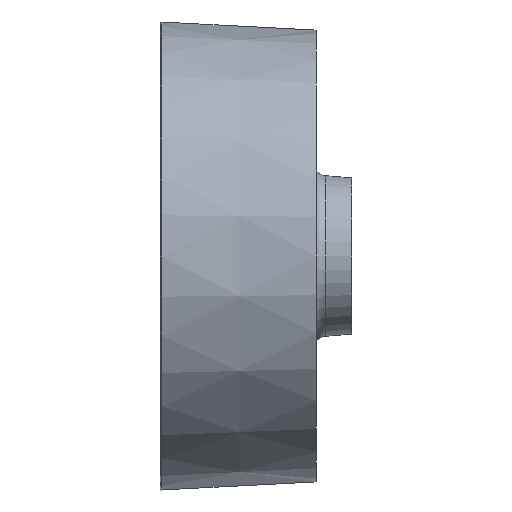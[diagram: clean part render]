
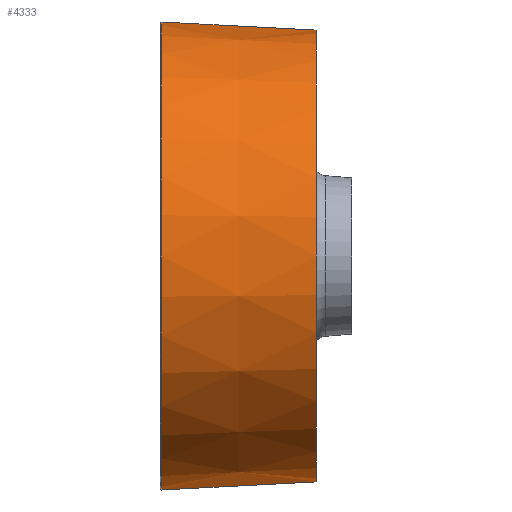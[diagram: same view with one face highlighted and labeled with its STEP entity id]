
A CAD part, left-side view. The second image highlights one B-rep face of the part: STEP entity #4333.
In plain terms, the highlighted conical face has half-angle 3 degrees and reference radius 181.503 mm.
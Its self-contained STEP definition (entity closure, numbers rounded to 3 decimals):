
#192 = CARTESIAN_POINT ( 'NONE',  ( -95., -31.052, -179.87 ) ) ;
#469 = CARTESIAN_POINT ( 'NONE',  ( -95., -150., 173.636 ) ) ;
#501 = VECTOR ( 'NONE', #709, 1000. ) ;
#534 = DIRECTION ( 'NONE',  ( 0., -1., 0. ) ) ;
#609 = ORIENTED_EDGE ( 'NONE', *, *, #4108, .T. ) ;
#709 = DIRECTION ( 'NONE',  ( 0., 0.999, 0.052 ) ) ;
#716 = CARTESIAN_POINT ( 'NONE',  ( -95., 0.105, -181.503 ) ) ;
#722 = VECTOR ( 'NONE', #2106, 1000. ) ;
#875 = EDGE_CURVE ( 'NONE', #2018, #3016, #3846, .T. ) ;
#882 = CIRCLE ( 'NONE', #3445, 173.636 ) ;
#952 = CIRCLE ( 'NONE', #3521, 179.87 ) ;
#960 = VERTEX_POINT ( 'NONE', #3190 ) ;
#1026 = ORIENTED_EDGE ( 'NONE', *, *, #1824, .T. ) ;
#1033 = CONICAL_SURFACE ( 'NONE', #3592, 181.503, 0.052 ) ;
#1079 = ORIENTED_EDGE ( 'NONE', *, *, #875, .F. ) ;
#1184 = CARTESIAN_POINT ( 'NONE',  ( -95., 0.105, 0. ) ) ;
#1216 = VERTEX_POINT ( 'NONE', #469 ) ;
#1259 = EDGE_LOOP ( 'NONE', ( #1026, #2463, #1079, #609 ) ) ;
#1377 = DIRECTION ( 'NONE',  ( 0., 1., 0. ) ) ;
#1824 = EDGE_CURVE ( 'NONE', #1216, #960, #2445, .T. ) ;
#1925 = DIRECTION ( 'NONE',  ( 0., 0., 1. ) ) ;
#2018 = VERTEX_POINT ( 'NONE', #3909 ) ;
#2106 = DIRECTION ( 'NONE',  ( 0., 0.999, -0.052 ) ) ;
#2445 = LINE ( 'NONE', #3840, #501 ) ;
#2463 = ORIENTED_EDGE ( 'NONE', *, *, #3799, .T. ) ;
#2578 = DIRECTION ( 'NONE',  ( 0., 1., 0. ) ) ;
#2773 = DIRECTION ( 'NONE',  ( 0., 0., 1. ) ) ;
#3016 = VERTEX_POINT ( 'NONE', #192 ) ;
#3190 = CARTESIAN_POINT ( 'NONE',  ( -95., -31.052, 179.87 ) ) ;
#3445 = AXIS2_PLACEMENT_3D ( 'NONE', #4510, #1377, #2773 ) ;
#3521 = AXIS2_PLACEMENT_3D ( 'NONE', #3664, #534, #1925 ) ;
#3592 = AXIS2_PLACEMENT_3D ( 'NONE', #1184, #2578, #3978 ) ;
#3664 = CARTESIAN_POINT ( 'NONE',  ( -95., -31.052, 0. ) ) ;
#3799 = EDGE_CURVE ( 'NONE', #960, #3016, #952, .T. ) ;
#3840 = CARTESIAN_POINT ( 'NONE',  ( -95., 0.105, 181.503 ) ) ;
#3846 = LINE ( 'NONE', #716, #722 ) ;
#3909 = CARTESIAN_POINT ( 'NONE',  ( -95., -150., -173.636 ) ) ;
#3978 = DIRECTION ( 'NONE',  ( 0., 0., 1. ) ) ;
#4108 = EDGE_CURVE ( 'NONE', #2018, #1216, #882, .T. ) ;
#4316 = FACE_OUTER_BOUND ( 'NONE', #1259, .T. ) ;
#4333 = ADVANCED_FACE ( 'NONE', ( #4316 ), #1033, .T. ) ;
#4510 = CARTESIAN_POINT ( 'NONE',  ( -95., -150., 0. ) ) ;
